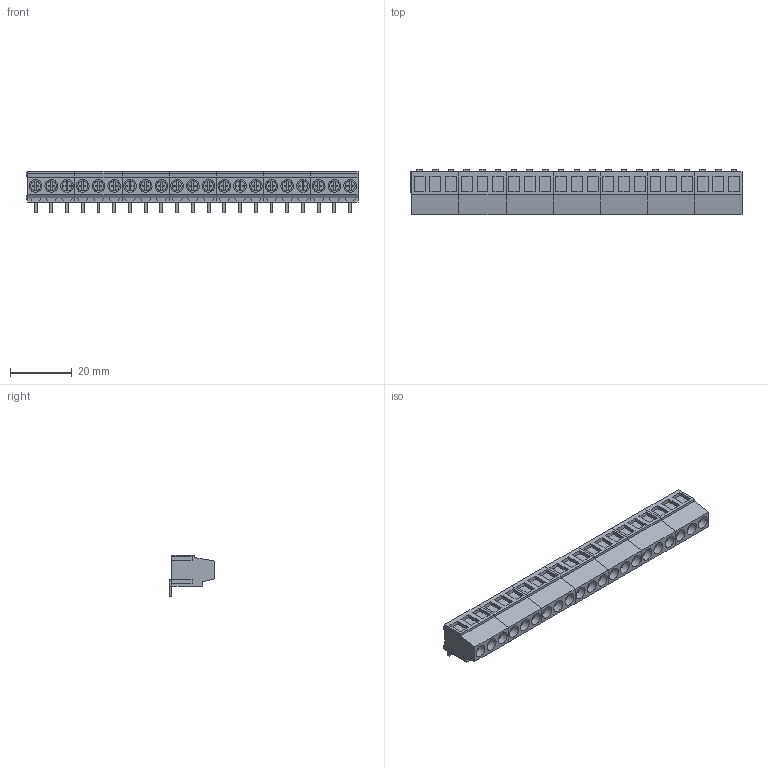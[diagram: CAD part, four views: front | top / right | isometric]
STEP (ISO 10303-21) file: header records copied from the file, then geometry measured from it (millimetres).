
FILE_DESCRIPTION(('CATIA V5 STEP Exchange','CAx-IF Rec.Pracs.--- Model Styling and Organization---1.2---2011-12-15'),'2;1');
FILE_NAME ('D1465193_0_9995140000_9995140000.stp','2018-03-31T10:04:04+00:00',('none'),('Weidmueller'),'CATIA Version 5-6 Release 2014','CATIA V5 STEP AP214','none');
FILE_SCHEMA(('AUTOMOTIVE_DESIGN { 1 0 10303 214 1 1 1 1 }'));
Length unit declared in the file: millimetre
Products named in the file (1): 9995140000
Bounding box: 107.23 x 14.6 x 13.5 mm (x, y, z)
Volume: 10174.7 mm3; surface area: 11627.9 mm2
Topology: 49 solids, 49 shells, 1484 faces, 3927 edges, 2604 vertices
Faces by surface type: plane 1358, cylinder 126
Entity records: 44971 total; most frequent: CARTESIAN_POINT 9028, ORIENTED_EDGE 7854, DIRECTION 5988, EDGE_CURVE 3927, VECTOR 3591, LINE 3591, VERTEX_POINT 2604, EDGE_LOOP 1547
